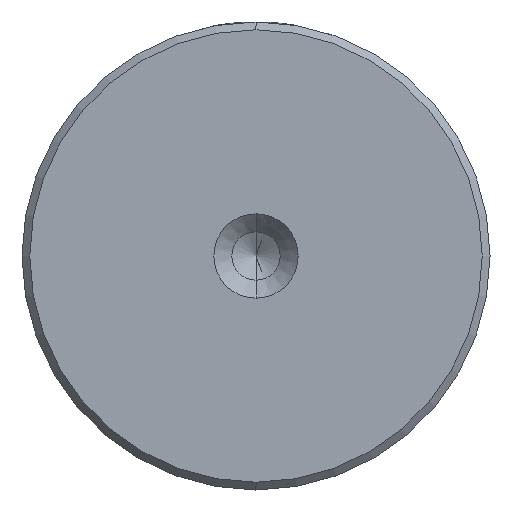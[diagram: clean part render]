
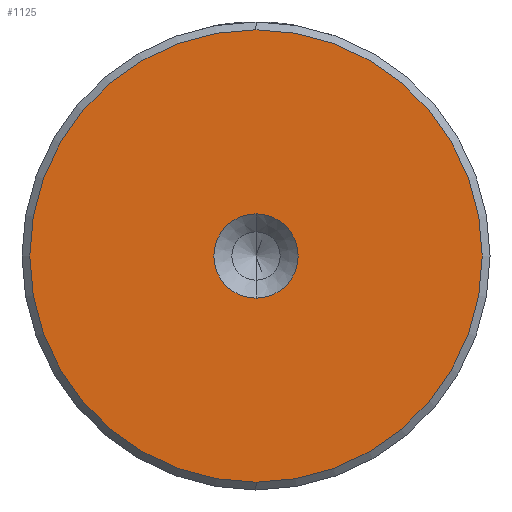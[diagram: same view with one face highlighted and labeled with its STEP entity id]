
A CAD part, left-side view. The second image highlights one B-rep face of the part: STEP entity #1125.
In plain terms, the highlighted planar face has unit normal (-1, 0, 0).
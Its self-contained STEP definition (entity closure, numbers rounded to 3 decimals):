
#142 = PLANE ( 'NONE',  #2028 ) ;
#152 = CARTESIAN_POINT ( 'NONE',  ( 0., 0., 0. ) ) ;
#194 = DIRECTION ( 'NONE',  ( 0., 0., 1. ) ) ;
#219 = DIRECTION ( 'NONE',  ( -1., 0., 0. ) ) ;
#226 = CARTESIAN_POINT ( 'NONE',  ( 0., 0., 0. ) ) ;
#229 = EDGE_CURVE ( 'NONE', #1576, #763, #557, .T. ) ;
#259 = AXIS2_PLACEMENT_3D ( 'NONE', #226, #219, #194 ) ;
#261 = ORIENTED_EDGE ( 'NONE', *, *, #1470, .F. ) ;
#328 = CARTESIAN_POINT ( 'NONE',  ( 0., 0., 0. ) ) ;
#332 = EDGE_CURVE ( 'NONE', #1317, #1507, #1013, .T. ) ;
#335 = DIRECTION ( 'NONE',  ( 0., 0., 1. ) ) ;
#501 = DIRECTION ( 'NONE',  ( 0., 0., 1. ) ) ;
#557 = CIRCLE ( 'NONE', #1520, 2.7 ) ;
#611 = AXIS2_PLACEMENT_3D ( 'NONE', #328, #1482, #501 ) ;
#676 = DIRECTION ( 'NONE',  ( 0., 0., 1. ) ) ;
#763 = VERTEX_POINT ( 'NONE', #1763 ) ;
#846 = CARTESIAN_POINT ( 'NONE',  ( 0., 0., 0. ) ) ;
#874 = CARTESIAN_POINT ( 'NONE',  ( 0., 0., 0. ) ) ;
#890 = ORIENTED_EDGE ( 'NONE', *, *, #229, .F. ) ;
#904 = DIRECTION ( 'NONE',  ( -1., 0., 0. ) ) ;
#912 = DIRECTION ( 'NONE',  ( 0., 0., 1. ) ) ;
#930 = EDGE_LOOP ( 'NONE', ( #2106, #1716 ) ) ;
#971 = EDGE_LOOP ( 'NONE', ( #890, #261 ) ) ;
#1013 = CIRCLE ( 'NONE', #259, 14.5 ) ;
#1125 = ADVANCED_FACE ( 'NONE', ( #2101, #1304 ), #142, .T. ) ;
#1166 = AXIS2_PLACEMENT_3D ( 'NONE', #152, #1325, #335 ) ;
#1177 = CARTESIAN_POINT ( 'NONE',  ( 0., 0., 2.7 ) ) ;
#1236 = CIRCLE ( 'NONE', #611, 2.7 ) ;
#1304 = FACE_BOUND ( 'NONE', #971, .T. ) ;
#1317 = VERTEX_POINT ( 'NONE', #1711 ) ;
#1325 = DIRECTION ( 'NONE',  ( -1., 0., 0. ) ) ;
#1470 = EDGE_CURVE ( 'NONE', #763, #1576, #1236, .T. ) ;
#1482 = DIRECTION ( 'NONE',  ( -1., 0., 0. ) ) ;
#1499 = EDGE_CURVE ( 'NONE', #1507, #1317, #2133, .T. ) ;
#1507 = VERTEX_POINT ( 'NONE', #1803 ) ;
#1520 = AXIS2_PLACEMENT_3D ( 'NONE', #874, #904, #912 ) ;
#1576 = VERTEX_POINT ( 'NONE', #1177 ) ;
#1640 = DIRECTION ( 'NONE',  ( -1., 0., 0. ) ) ;
#1711 = CARTESIAN_POINT ( 'NONE',  ( 0., 0., 14.5 ) ) ;
#1716 = ORIENTED_EDGE ( 'NONE', *, *, #332, .T. ) ;
#1763 = CARTESIAN_POINT ( 'NONE',  ( 0., 0., -2.7 ) ) ;
#1803 = CARTESIAN_POINT ( 'NONE',  ( 0., 0., -14.5 ) ) ;
#2028 = AXIS2_PLACEMENT_3D ( 'NONE', #846, #1640, #676 ) ;
#2101 = FACE_OUTER_BOUND ( 'NONE', #930, .T. ) ;
#2106 = ORIENTED_EDGE ( 'NONE', *, *, #1499, .T. ) ;
#2133 = CIRCLE ( 'NONE', #1166, 14.5 ) ;
